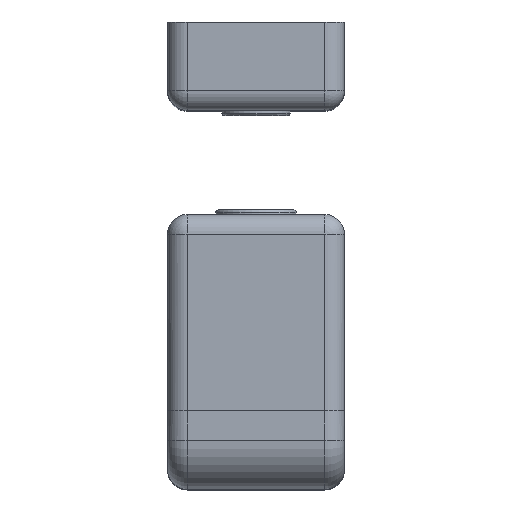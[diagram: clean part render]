
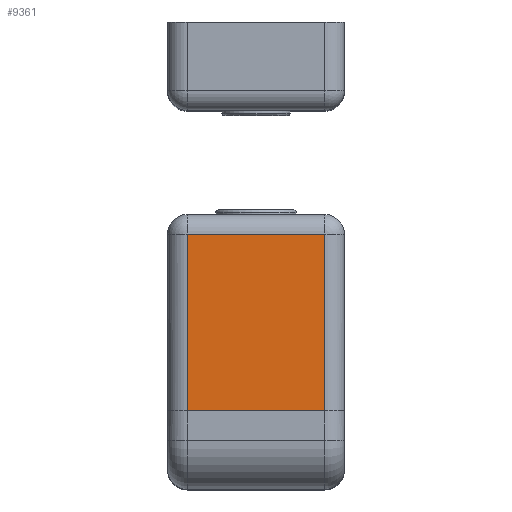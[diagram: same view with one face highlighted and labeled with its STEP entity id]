
A CAD part, top view. The second image highlights one B-rep face of the part: STEP entity #9361.
In plain terms, the highlighted planar face has unit normal (0, 0, 1).
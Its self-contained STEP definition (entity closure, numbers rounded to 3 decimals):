
#269=PLANE('',#10420);
#812=LINE('',#16118,#1463);
#813=LINE('',#16120,#1464);
#814=LINE('',#16122,#1465);
#815=LINE('',#16123,#1466);
#1463=VECTOR('',#12746,1000.);
#1464=VECTOR('',#12747,1000.);
#1465=VECTOR('',#12748,1000.);
#1466=VECTOR('',#12749,1000.);
#2340=FACE_OUTER_BOUND('',#2995,.T.);
#2995=EDGE_LOOP('',(#7603,#7604,#7605,#7606));
#4550=VERTEX_POINT('',#16116);
#4551=VERTEX_POINT('',#16117);
#4552=VERTEX_POINT('',#16119);
#4553=VERTEX_POINT('',#16121);
#5649=EDGE_CURVE('',#4550,#4551,#812,.T.);
#5650=EDGE_CURVE('',#4550,#4552,#813,.T.);
#5651=EDGE_CURVE('',#4553,#4552,#814,.T.);
#5652=EDGE_CURVE('',#4553,#4551,#815,.T.);
#7603=ORIENTED_EDGE('',*,*,#5649,.F.);
#7604=ORIENTED_EDGE('',*,*,#5650,.T.);
#7605=ORIENTED_EDGE('',*,*,#5651,.F.);
#7606=ORIENTED_EDGE('',*,*,#5652,.T.);
#9361=ADVANCED_FACE('',(#2340),#269,.F.);
#10420=AXIS2_PLACEMENT_3D('',#16115,#12744,#12745);
#12744=DIRECTION('center_axis',(0.,0.,
-1.));
#12745=DIRECTION('ref_axis',(0.,-1.,0.));
#12746=DIRECTION('',(-1.,0.,0.));
#12747=DIRECTION('',(0.,1.,0.));
#12748=DIRECTION('',(1.,0.,0.));
#12749=DIRECTION('',(0.,-1.,0.));
#16115=CARTESIAN_POINT('Origin',(9.,11.375,48.992));
#16116=CARTESIAN_POINT('',(7.,-10.625,48.992));
#16117=CARTESIAN_POINT('',(-7.,-10.625,48.992));
#16118=CARTESIAN_POINT('',(9.,-10.625,48.992));
#16119=CARTESIAN_POINT('',(7.,7.375,48.992));
#16120=CARTESIAN_POINT('',(7.,11.375,48.992));
#16121=CARTESIAN_POINT('',(-7.,7.375,48.992));
#16122=CARTESIAN_POINT('',(9.,7.375,48.992));
#16123=CARTESIAN_POINT('',(-7.,11.375,48.992));
